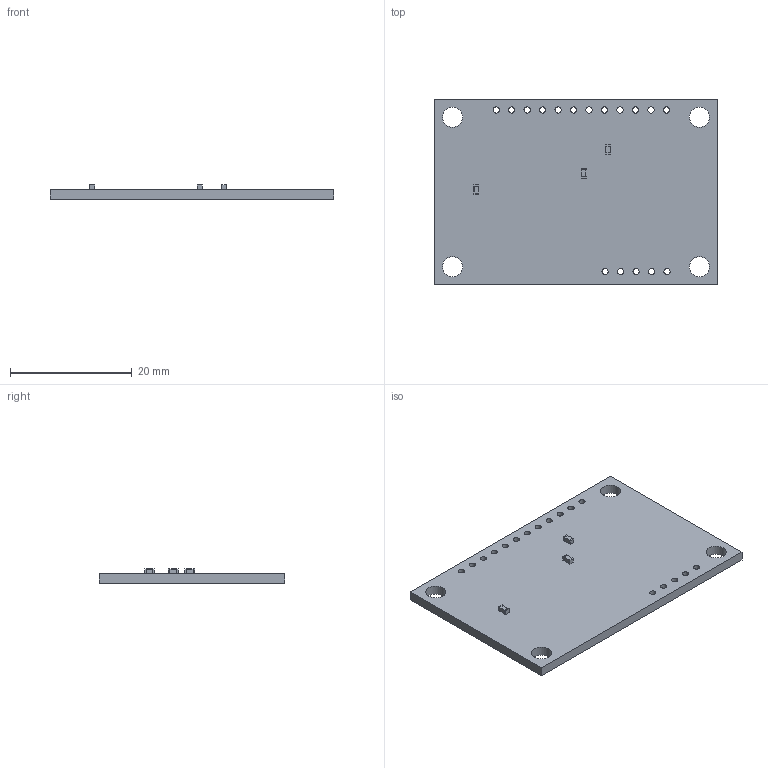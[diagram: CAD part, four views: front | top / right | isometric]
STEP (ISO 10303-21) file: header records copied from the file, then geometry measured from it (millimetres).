
FILE_DESCRIPTION(('FreeCAD Model'),'2;1');
FILE_NAME('HarleyuIMU2.step', '2016-08-05T14:08:24',('Author'),(''), 'Open CASCADE STEP processor 6.8','FreeCAD','Unknown');
FILE_SCHEMA(('AUTOMOTIVE_DESIGN_CC2 { 1 2 10303 214 -1 1 5 4 }'));
Length unit declared in the file: millimetre
Products named in the file (4): Board_outline; c_0603_h078_; c_0603_h078_001; c_0603_h078_002
Bounding box: 46.5 x 30.5 x 2.38 mm (x, y, z)
Volume: 2195.2 mm3; surface area: 3158.8 mm2
Topology: 4 solids, 4 shells, 111 faces, 291 edges, 194 vertices
Faces by surface type: cylinder 57, plane 54
Full cylindrical faces by diameter (mm): 1.016 x17, 3.3 x4
Entity records: 8198 total; most frequent: CARTESIAN_POINT 1647, DIRECTION 1133, LINE 645, VECTOR 645, ORIENTED_EDGE 582, PCURVE 582, DEFINITIONAL_REPRESENTATION 582, EDGE_CURVE 291
